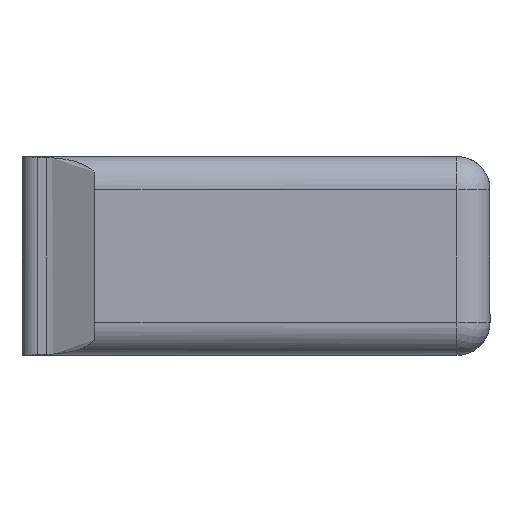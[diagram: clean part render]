
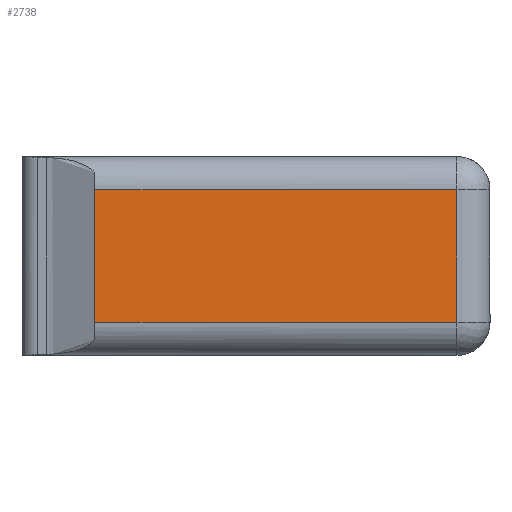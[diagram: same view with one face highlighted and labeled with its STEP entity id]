
A CAD part, front view. The second image highlights one B-rep face of the part: STEP entity #2738.
In plain terms, the highlighted face is planar.
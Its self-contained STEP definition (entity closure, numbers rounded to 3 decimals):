
#113=PLANE('',#2983);
#181=LINE('',#3704,#412);
#194=LINE('',#3767,#425);
#197=LINE('',#3782,#428);
#388=LINE('',#5439,#619);
#412=VECTOR('',#3008,10.);
#425=VECTOR('',#3057,10.);
#428=VECTOR('',#3062,10.);
#619=VECTOR('',#3597,10.);
#841=FACE_OUTER_BOUND('',#987,.T.);
#987=EDGE_LOOP('',(#2466,#2467,#2468,#2469));
#1104=VERTEX_POINT('',#3697);
#1106=VERTEX_POINT('',#3702);
#1111=VERTEX_POINT('',#3728);
#1125=VERTEX_POINT('',#3781);
#1374=EDGE_CURVE('',#1106,#1104,#181,.T.);
#1399=EDGE_CURVE('',#1104,#1111,#194,.T.);
#1403=EDGE_CURVE('',#1111,#1125,#197,.T.);
#1738=EDGE_CURVE('',#1125,#1106,#388,.T.);
#2466=ORIENTED_EDGE('',*,*,#1374,.F.);
#2467=ORIENTED_EDGE('',*,*,#1738,.F.);
#2468=ORIENTED_EDGE('',*,*,#1403,.F.);
#2469=ORIENTED_EDGE('',*,*,#1399,.F.);
#2738=ADVANCED_FACE('',(#841),#113,.T.);
#2983=AXIS2_PLACEMENT_3D('',#5632,#3679,#3680);
#3008=DIRECTION('',(0.,0.,1.));
#3057=DIRECTION('',(0.,1.,0.));
#3062=DIRECTION('',(0.,0.,-1.));
#3597=DIRECTION('',(0.,-1.,0.));
#3679=DIRECTION('center_axis',(1.,0.,0.));
#3680=DIRECTION('ref_axis',(0.,0.,1.));
#3697=CARTESIAN_POINT('',(12.5,12.,24.5));
#3702=CARTESIAN_POINT('',(12.5,12.,13.58));
#3704=CARTESIAN_POINT('',(12.5,12.,16.56));
#3728=CARTESIAN_POINT('',(12.5,16.,24.5));
#3767=CARTESIAN_POINT('',(12.5,17.,24.5));
#3781=CARTESIAN_POINT('',(12.5,16.,13.58));
#3782=CARTESIAN_POINT('',(12.5,16.,16.56));
#5439=CARTESIAN_POINT('',(12.5,17.,13.58));
#5632=CARTESIAN_POINT('Origin',(12.5,17.,13.58));
